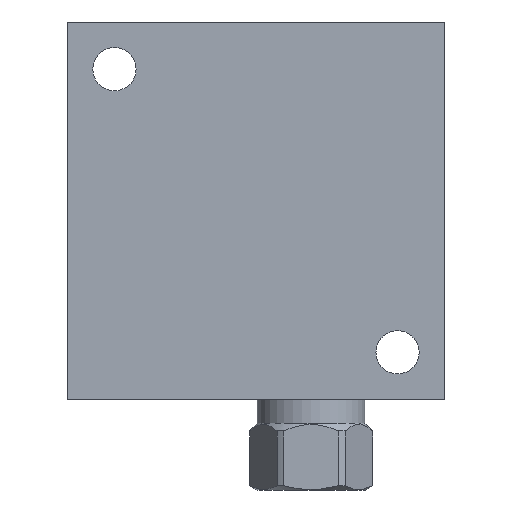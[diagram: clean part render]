
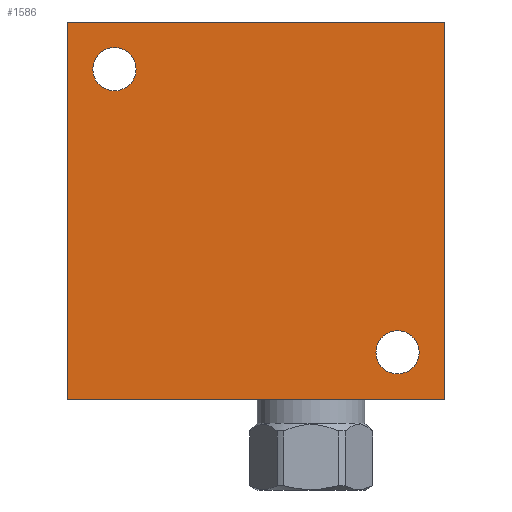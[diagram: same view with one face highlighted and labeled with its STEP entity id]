
A CAD part, front view. The second image highlights one B-rep face of the part: STEP entity #1586.
In plain terms, the highlighted planar face has unit normal (0, -1, 0).
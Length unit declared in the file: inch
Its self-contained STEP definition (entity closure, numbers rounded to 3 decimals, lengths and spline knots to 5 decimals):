
#5=DIRECTION('',(1.,0.,0.));
#6=VECTOR('',#5,3.);
#7=CARTESIAN_POINT('',(0.,-1.25,0.));
#8=LINE('',#7,#6);
#65=DIRECTION('',(0.,0.,1.));
#66=VECTOR('',#65,3.);
#67=CARTESIAN_POINT('',(3.,-1.25,0.));
#68=LINE('',#67,#66);
#79=DIRECTION('',(0.,0.,1.));
#80=VECTOR('',#79,3.);
#81=CARTESIAN_POINT('',(0.,-1.25,0.));
#82=LINE('',#81,#80);
#83=CARTESIAN_POINT('',(0.375,-1.25,2.625));
#84=DIRECTION('',(0.,1.,0.));
#85=DIRECTION('',(0.,0.,-1.));
#86=AXIS2_PLACEMENT_3D('',#83,#84,#85);
#88=CARTESIAN_POINT('',(0.375,-1.25,2.625));
#89=DIRECTION('',(0.,1.,0.));
#90=DIRECTION('',(0.,0.,1.));
#91=AXIS2_PLACEMENT_3D('',#88,#89,#90);
#93=CARTESIAN_POINT('',(2.625,-1.25,0.375));
#94=DIRECTION('',(0.,1.,0.));
#95=DIRECTION('',(0.,0.,-1.));
#96=AXIS2_PLACEMENT_3D('',#93,#94,#95);
#98=CARTESIAN_POINT('',(2.625,-1.25,0.375));
#99=DIRECTION('',(0.,1.,0.));
#100=DIRECTION('',(0.,0.,1.));
#101=AXIS2_PLACEMENT_3D('',#98,#99,#100);
#115=DIRECTION('',(1.,0.,0.));
#116=VECTOR('',#115,3.);
#117=CARTESIAN_POINT('',(0.,-1.25,3.));
#118=LINE('',#117,#116);
#1278=CARTESIAN_POINT('',(0.,-1.25,0.));
#1280=VERTEX_POINT('',#1278);
#1281=CARTESIAN_POINT('',(3.,-1.25,0.));
#1282=VERTEX_POINT('',#1281);
#1286=CARTESIAN_POINT('',(0.,-1.25,3.));
#1288=VERTEX_POINT('',#1286);
#1289=CARTESIAN_POINT('',(3.,-1.25,3.));
#1290=VERTEX_POINT('',#1289);
#1371=CARTESIAN_POINT('',(0.375,-1.25,2.453));
#1372=CARTESIAN_POINT('',(0.375,-1.25,2.797));
#1373=VERTEX_POINT('',#1371);
#1374=VERTEX_POINT('',#1372);
#1379=CARTESIAN_POINT('',(2.625,-1.25,0.203));
#1380=CARTESIAN_POINT('',(2.625,-1.25,0.547));
#1381=VERTEX_POINT('',#1379);
#1382=VERTEX_POINT('',#1380);
#1562=CARTESIAN_POINT('',(0.,-1.25,0.));
#1563=DIRECTION('',(0.,-1.,0.));
#1564=DIRECTION('',(1.,0.,0.));
#1565=AXIS2_PLACEMENT_3D('',#1562,#1563,#1564);
#1566=PLANE('',#1565);
#1567=ORIENTED_EDGE('',*,*,#1480,.F.);
#1568=ORIENTED_EDGE('',*,*,#1505,.T.);
#1570=ORIENTED_EDGE('',*,*,#1569,.T.);
#1571=ORIENTED_EDGE('',*,*,#1548,.F.);
#1572=EDGE_LOOP('',(#1567,#1568,#1570,#1571));
#1573=FACE_OUTER_BOUND('',#1572,.F.);
#1575=ORIENTED_EDGE('',*,*,#1574,.F.);
#1577=ORIENTED_EDGE('',*,*,#1576,.F.);
#1578=EDGE_LOOP('',(#1575,#1577));
#1579=FACE_BOUND('',#1578,.F.);
#1581=ORIENTED_EDGE('',*,*,#1580,.F.);
#1583=ORIENTED_EDGE('',*,*,#1582,.F.);
#1584=EDGE_LOOP('',(#1581,#1583));
#1585=FACE_BOUND('',#1584,.F.);
#1586=ADVANCED_FACE('',(#1573,#1579,#1585),#1566,.T.);
#87=CIRCLE('',#86,0.172);
#92=CIRCLE('',#91,0.172);
#97=CIRCLE('',#96,0.172);
#102=CIRCLE('',#101,0.172);
#1480=EDGE_CURVE('',#1280,#1282,#8,.T.);
#1505=EDGE_CURVE('',#1280,#1288,#82,.T.);
#1548=EDGE_CURVE('',#1282,#1290,#68,.T.);
#1569=EDGE_CURVE('',#1288,#1290,#118,.T.);
#1574=EDGE_CURVE('',#1373,#1374,#87,.T.);
#1576=EDGE_CURVE('',#1374,#1373,#92,.T.);
#1580=EDGE_CURVE('',#1381,#1382,#97,.T.);
#1582=EDGE_CURVE('',#1382,#1381,#102,.T.);
